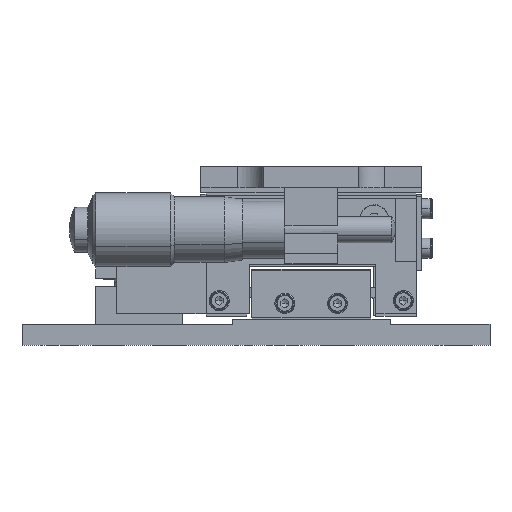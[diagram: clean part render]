
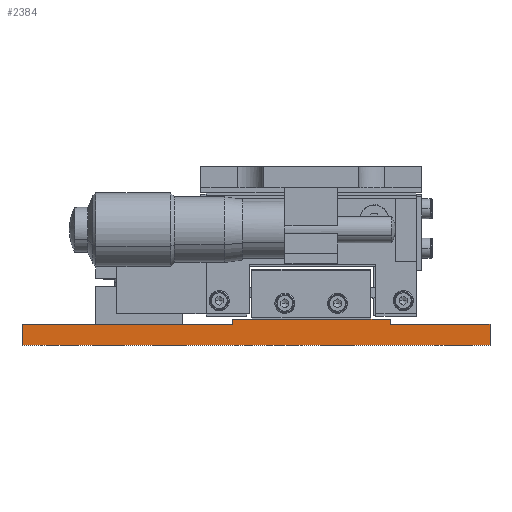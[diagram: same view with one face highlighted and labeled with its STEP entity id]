
A CAD part, left-side view. The second image highlights one B-rep face of the part: STEP entity #2384.
In plain terms, the highlighted free-form (B-spline) face has degree [1, 1] with [2, 2] control points.
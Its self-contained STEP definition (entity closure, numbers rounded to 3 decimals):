
#696=B_SPLINE_SURFACE_WITH_KNOTS('',1,1,((#67004,#67005),(#67006,#67007)),
 .UNSPECIFIED.,.F.,.F.,.F.,(2,2),(2,2),(-53.52,53.52),(-25.32,25.32),
 .UNSPECIFIED.);
#697=B_SPLINE_SURFACE_WITH_KNOTS('',1,1,((#67008,#67009),(#67010,#67011)),
 .UNSPECIFIED.,.F.,.F.,.F.,(2,2),(2,2),(-25.32,25.32),(-28.62,7.62),
 .UNSPECIFIED.);
#698=B_SPLINE_SURFACE_WITH_KNOTS('',1,1,((#67012,#67013),(#67014,#67015)),
 .UNSPECIFIED.,.F.,.F.,.F.,(2,2),(2,2),(-4.52,0.52),(-46.32,4.32),
 .UNSPECIFIED.);
#700=B_SPLINE_SURFACE_WITH_KNOTS('',1,1,((#67020,#67021),(#67022,#67023)),
 .UNSPECIFIED.,.F.,.F.,.F.,(2,2),(2,2),(-25.32,25.32),(-11.52,11.52),
 .UNSPECIFIED.);
#701=B_SPLINE_SURFACE_WITH_KNOTS('',1,1,((#67024,#67025),(#67026,#67027)),
 .UNSPECIFIED.,.F.,.F.,.F.,(2,2),(2,2),(-46.32,4.32),(-1.22,0.22),
 .UNSPECIFIED.);
#702=B_SPLINE_SURFACE_WITH_KNOTS('',1,1,((#67028,#67029),(#67030,#67031)),
 .UNSPECIFIED.,.F.,.F.,.F.,(2,2),(2,2),(-0.52,4.52),(-4.32,46.32),
 .UNSPECIFIED.);
#703=B_SPLINE_SURFACE_WITH_KNOTS('',1,1,((#67032,#67033),(#67034,#67035)),
 .UNSPECIFIED.,.F.,.F.,.F.,(2,2),(2,2),(-0.62,5.62),(-9.02,98.02),
 .UNSPECIFIED.);
#704=B_SPLINE_SURFACE_WITH_KNOTS('',1,1,((#67036,#67037),(#67038,#67039)),
 .UNSPECIFIED.,.F.,.F.,.F.,(2,2),(2,2),(-25.32,25.32),(-24.12,24.12),
 .UNSPECIFIED.);
#705=B_SPLINE_SURFACE_WITH_KNOTS('',1,1,((#67040,#67041),(#67042,#67043)),
 .UNSPECIFIED.,.F.,.F.,.F.,(2,2),(2,2),(-4.32,46.32),(-0.22,1.22),
 .UNSPECIFIED.);
#2384=ADVANCED_FACE('',(#3576),#703,.T.);
#3576=FACE_OUTER_BOUND('',#4909,.T.);
#4909=EDGE_LOOP('',(#10042,#10043,#10044,#10045,#10046,#10047,#10048,#10049));
#10042=ORIENTED_EDGE('',*,*,#36738,.T.);
#10043=ORIENTED_EDGE('',*,*,#36739,.T.);
#10044=ORIENTED_EDGE('',*,*,#36737,.F.);
#10045=ORIENTED_EDGE('',*,*,#36688,.F.);
#10046=ORIENTED_EDGE('',*,*,#36722,.F.);
#10047=ORIENTED_EDGE('',*,*,#36730,.F.);
#10048=ORIENTED_EDGE('',*,*,#36735,.F.);
#10049=ORIENTED_EDGE('',*,*,#36714,.F.);
#16185=PCURVE('',#696,#22389);
#16211=PCURVE('',#697,#22415);
#16219=PCURVE('',#698,#22423);
#16232=PCURVE('',#700,#22436);
#16240=PCURVE('',#701,#22444);
#16245=PCURVE('',#702,#22449);
#16246=PCURVE('',#703,#22450);
#16247=PCURVE('',#703,#22451);
#16248=PCURVE('',#703,#22452);
#16249=PCURVE('',#703,#22453);
#16250=PCURVE('',#703,#22454);
#16251=PCURVE('',#703,#22455);
#16252=PCURVE('',#703,#22456);
#16253=PCURVE('',#703,#22457);
#16254=PCURVE('',#704,#22458);
#16266=PCURVE('',#705,#22470);
#22389=DEFINITIONAL_REPRESENTATION('',(#29171),#88818);
#22415=DEFINITIONAL_REPRESENTATION('',(#29191),#88818);
#22423=DEFINITIONAL_REPRESENTATION('',(#29207),#88818);
#22436=DEFINITIONAL_REPRESENTATION('',(#29228),#88818);
#22444=DEFINITIONAL_REPRESENTATION('',(#29237),#88818);
#22449=DEFINITIONAL_REPRESENTATION('',(#29244),#88818);
#22450=DEFINITIONAL_REPRESENTATION('',(#29246),#88818);
#22451=DEFINITIONAL_REPRESENTATION('',(#29248),#88818);
#22452=DEFINITIONAL_REPRESENTATION('',(#29249),#88818);
#22453=DEFINITIONAL_REPRESENTATION('',(#29250),#88818);
#22454=DEFINITIONAL_REPRESENTATION('',(#29251),#88818);
#22455=DEFINITIONAL_REPRESENTATION('',(#29252),#88818);
#22456=DEFINITIONAL_REPRESENTATION('',(#29253),#88818);
#22457=DEFINITIONAL_REPRESENTATION('',(#29254),#88818);
#22458=DEFINITIONAL_REPRESENTATION('',(#29255),#88818);
#22470=DEFINITIONAL_REPRESENTATION('',(#29268),#88818);
#29170=B_SPLINE_CURVE_WITH_KNOTS('',1,(#83499,#83500),.UNSPECIFIED.,.F.,
 .F.,(2,2),(0.,89.),.UNSPECIFIED.);
#29171=B_SPLINE_CURVE_WITH_KNOTS('',1,(#83501,#83502),.UNSPECIFIED.,.F.,
 .F.,(2,2),(0.,89.),.UNSPECIFIED.);
#29190=B_SPLINE_CURVE_WITH_KNOTS('',1,(#83699,#83700),.UNSPECIFIED.,.F.,
 .F.,(2,2),(-30.,0.),.UNSPECIFIED.);
#29191=B_SPLINE_CURVE_WITH_KNOTS('',1,(#83701,#83702),.UNSPECIFIED.,.F.,
 .F.,(2,2),(-30.,0.),.UNSPECIFIED.);
#29206=B_SPLINE_CURVE_WITH_KNOTS('',1,(#83731,#83732),.UNSPECIFIED.,.F.,
 .F.,(2,2),(-4.,0.),.UNSPECIFIED.);
#29207=B_SPLINE_CURVE_WITH_KNOTS('',1,(#83733,#83734),.UNSPECIFIED.,.F.,
 .F.,(2,2),(-4.,0.),.UNSPECIFIED.);
#29227=B_SPLINE_CURVE_WITH_KNOTS('',1,(#83773,#83774),.UNSPECIFIED.,.F.,
 .F.,(2,2),(-19.,0.),.UNSPECIFIED.);
#29228=B_SPLINE_CURVE_WITH_KNOTS('',1,(#83775,#83776),.UNSPECIFIED.,.F.,
 .F.,(2,2),(-19.,0.),.UNSPECIFIED.);
#29236=B_SPLINE_CURVE_WITH_KNOTS('',1,(#83811,#83812),.UNSPECIFIED.,.F.,
 .F.,(2,2),(-1.,0.),.UNSPECIFIED.);
#29237=B_SPLINE_CURVE_WITH_KNOTS('',1,(#83813,#83814),.UNSPECIFIED.,.F.,
 .F.,(2,2),(-1.,0.),.UNSPECIFIED.);
#29243=B_SPLINE_CURVE_WITH_KNOTS('',1,(#83825,#83826),.UNSPECIFIED.,.F.,
 .F.,(2,2),(0.,4.),.UNSPECIFIED.);
#29244=B_SPLINE_CURVE_WITH_KNOTS('',1,(#83827,#83828),.UNSPECIFIED.,.F.,
 .F.,(2,2),(0.,4.),.UNSPECIFIED.);
#29245=B_SPLINE_CURVE_WITH_KNOTS('',1,(#83829,#83830),.UNSPECIFIED.,.F.,
 .F.,(2,2),(0.,1.),.UNSPECIFIED.);
#29246=B_SPLINE_CURVE_WITH_KNOTS('',1,(#83831,#83832),.UNSPECIFIED.,.F.,
 .F.,(2,2),(0.,1.),.UNSPECIFIED.);
#29247=B_SPLINE_CURVE_WITH_KNOTS('',1,(#83833,#83834),.UNSPECIFIED.,.F.,
 .F.,(2,2),(0.,40.),.UNSPECIFIED.);
#29248=B_SPLINE_CURVE_WITH_KNOTS('',1,(#83835,#83836),.UNSPECIFIED.,.F.,
 .F.,(2,2),(0.,40.),.UNSPECIFIED.);
#29249=B_SPLINE_CURVE_WITH_KNOTS('',1,(#83837,#83838),.UNSPECIFIED.,.F.,
 .F.,(2,2),(0.,4.),.UNSPECIFIED.);
#29250=B_SPLINE_CURVE_WITH_KNOTS('',1,(#83839,#83840),.UNSPECIFIED.,.F.,
 .F.,(2,2),(0.,89.),.UNSPECIFIED.);
#29251=B_SPLINE_CURVE_WITH_KNOTS('',1,(#83841,#83842),.UNSPECIFIED.,.F.,
 .F.,(2,2),(-4.,0.),.UNSPECIFIED.);
#29252=B_SPLINE_CURVE_WITH_KNOTS('',1,(#83843,#83844),.UNSPECIFIED.,.F.,
 .F.,(2,2),(-19.,0.),.UNSPECIFIED.);
#29253=B_SPLINE_CURVE_WITH_KNOTS('',1,(#83845,#83846),.UNSPECIFIED.,.F.,
 .F.,(2,2),(-1.,0.),.UNSPECIFIED.);
#29254=B_SPLINE_CURVE_WITH_KNOTS('',1,(#83847,#83848),.UNSPECIFIED.,.F.,
 .F.,(2,2),(-30.,0.),.UNSPECIFIED.);
#29255=B_SPLINE_CURVE_WITH_KNOTS('',1,(#83849,#83850),.UNSPECIFIED.,.F.,
 .F.,(2,2),(0.,40.),.UNSPECIFIED.);
#29268=B_SPLINE_CURVE_WITH_KNOTS('',1,(#83895,#83896),.UNSPECIFIED.,.F.,
 .F.,(2,2),(0.,1.),.UNSPECIFIED.);
#33459=SURFACE_CURVE('',#29170,(#16185,#16249),.PCURVE_S1.);
#33485=SURFACE_CURVE('',#29190,(#16211,#16253),.PCURVE_S1.);
#33493=SURFACE_CURVE('',#29206,(#16219,#16250),.PCURVE_S1.);
#33501=SURFACE_CURVE('',#29227,(#16232,#16251),.PCURVE_S1.);
#33506=SURFACE_CURVE('',#29236,(#16240,#16252),.PCURVE_S1.);
#33508=SURFACE_CURVE('',#29243,(#16245,#16248),.PCURVE_S1.);
#33509=SURFACE_CURVE('',#29245,(#16246,#16266),.PCURVE_S1.);
#33510=SURFACE_CURVE('',#29247,(#16247,#16254),.PCURVE_S1.);
#36688=EDGE_CURVE('',#41463,#41462,#33459,.T.);
#36714=EDGE_CURVE('',#41491,#41492,#33485,.T.);
#36722=EDGE_CURVE('',#41499,#41463,#33493,.T.);
#36730=EDGE_CURVE('',#41503,#41499,#33501,.T.);
#36735=EDGE_CURVE('',#41492,#41503,#33506,.T.);
#36737=EDGE_CURVE('',#41462,#41508,#33508,.T.);
#36738=EDGE_CURVE('',#41491,#41509,#33509,.T.);
#36739=EDGE_CURVE('',#41509,#41508,#33510,.T.);
#41462=VERTEX_POINT('',#70858);
#41463=VERTEX_POINT('',#70859);
#41491=VERTEX_POINT('',#70887);
#41492=VERTEX_POINT('',#70888);
#41499=VERTEX_POINT('',#70895);
#41503=VERTEX_POINT('',#70899);
#41508=VERTEX_POINT('',#70904);
#41509=VERTEX_POINT('',#70905);
#67004=CARTESIAN_POINT('',(-4.32,-9.02,0.));
#67005=CARTESIAN_POINT('',(46.32,-9.02,0.));
#67006=CARTESIAN_POINT('',(-4.32,98.02,0.));
#67007=CARTESIAN_POINT('',(46.32,98.02,0.));
#67008=CARTESIAN_POINT('',(-4.32,15.88,5.));
#67009=CARTESIAN_POINT('',(-4.32,52.12,5.));
#67010=CARTESIAN_POINT('',(46.32,15.88,5.));
#67011=CARTESIAN_POINT('',(46.32,52.12,5.));
#67012=CARTESIAN_POINT('',(-4.32,0.,4.52));
#67013=CARTESIAN_POINT('',(46.32,0.,4.52));
#67014=CARTESIAN_POINT('',(-4.32,0.,-0.52));
#67015=CARTESIAN_POINT('',(46.32,0.,-0.52));
#67020=CARTESIAN_POINT('',(-4.32,-2.02,4.));
#67021=CARTESIAN_POINT('',(-4.32,21.02,4.));
#67022=CARTESIAN_POINT('',(46.32,-2.02,4.));
#67023=CARTESIAN_POINT('',(46.32,21.02,4.));
#67024=CARTESIAN_POINT('',(-4.32,19.,3.78));
#67025=CARTESIAN_POINT('',(-4.32,19.,5.22));
#67026=CARTESIAN_POINT('',(46.32,19.,3.78));
#67027=CARTESIAN_POINT('',(46.32,19.,5.22));
#67028=CARTESIAN_POINT('',(-4.32,89.,-0.52));
#67029=CARTESIAN_POINT('',(46.32,89.,-0.52));
#67030=CARTESIAN_POINT('',(-4.32,89.,4.52));
#67031=CARTESIAN_POINT('',(46.32,89.,4.52));
#67032=CARTESIAN_POINT('',(0.,-9.02,-0.62));
#67033=CARTESIAN_POINT('',(0.,98.02,-0.62));
#67034=CARTESIAN_POINT('',(0.,-9.02,5.62));
#67035=CARTESIAN_POINT('',(0.,98.02,5.62));
#67036=CARTESIAN_POINT('',(-4.32,44.88,4.));
#67037=CARTESIAN_POINT('',(-4.32,93.12,4.));
#67038=CARTESIAN_POINT('',(46.32,44.88,4.));
#67039=CARTESIAN_POINT('',(46.32,93.12,4.));
#67040=CARTESIAN_POINT('',(-4.32,49.,5.22));
#67041=CARTESIAN_POINT('',(-4.32,49.,3.78));
#67042=CARTESIAN_POINT('',(46.32,49.,5.22));
#67043=CARTESIAN_POINT('',(46.32,49.,3.78));
#70858=CARTESIAN_POINT('',(0.,89.,0.));
#70859=CARTESIAN_POINT('',(0.,0.,0.));
#70887=CARTESIAN_POINT('',(0.,49.,5.));
#70888=CARTESIAN_POINT('',(0.,19.,5.));
#70895=CARTESIAN_POINT('',(0.,0.,4.));
#70899=CARTESIAN_POINT('',(0.,19.,4.));
#70904=CARTESIAN_POINT('',(0.,89.,4.));
#70905=CARTESIAN_POINT('',(0.,49.,4.));
#83499=CARTESIAN_POINT('',(0.,0.,0.));
#83500=CARTESIAN_POINT('',(0.,89.,0.));
#83501=CARTESIAN_POINT('',(-44.5,-21.));
#83502=CARTESIAN_POINT('',(44.5,-21.));
#83699=CARTESIAN_POINT('',(0.,49.,5.));
#83700=CARTESIAN_POINT('',(0.,19.,5.));
#83701=CARTESIAN_POINT('',(-21.,4.5));
#83702=CARTESIAN_POINT('',(-21.,-25.5));
#83731=CARTESIAN_POINT('',(0.,0.,4.));
#83732=CARTESIAN_POINT('',(0.,0.,0.));
#83733=CARTESIAN_POINT('',(-4.,-42.));
#83734=CARTESIAN_POINT('',(0.,-42.));
#83773=CARTESIAN_POINT('',(0.,19.,4.));
#83774=CARTESIAN_POINT('',(0.,0.,4.));
#83775=CARTESIAN_POINT('',(-21.,9.5));
#83776=CARTESIAN_POINT('',(-21.,-9.5));
#83811=CARTESIAN_POINT('',(0.,19.,5.));
#83812=CARTESIAN_POINT('',(0.,19.,4.));
#83813=CARTESIAN_POINT('',(-42.,0.));
#83814=CARTESIAN_POINT('',(-42.,-1.));
#83825=CARTESIAN_POINT('',(0.,89.,0.));
#83826=CARTESIAN_POINT('',(0.,89.,4.));
#83827=CARTESIAN_POINT('',(0.,0.));
#83828=CARTESIAN_POINT('',(4.,0.));
#83829=CARTESIAN_POINT('',(0.,49.,5.));
#83830=CARTESIAN_POINT('',(0.,49.,4.));
#83831=CARTESIAN_POINT('',(5.,49.));
#83832=CARTESIAN_POINT('',(4.,49.));
#83833=CARTESIAN_POINT('',(0.,49.,4.));
#83834=CARTESIAN_POINT('',(0.,89.,4.));
#83835=CARTESIAN_POINT('',(4.,49.));
#83836=CARTESIAN_POINT('',(4.,89.));
#83837=CARTESIAN_POINT('',(0.,89.));
#83838=CARTESIAN_POINT('',(4.,89.));
#83839=CARTESIAN_POINT('',(0.,0.));
#83840=CARTESIAN_POINT('',(0.,89.));
#83841=CARTESIAN_POINT('',(4.,0.));
#83842=CARTESIAN_POINT('',(0.,0.));
#83843=CARTESIAN_POINT('',(4.,19.));
#83844=CARTESIAN_POINT('',(4.,0.));
#83845=CARTESIAN_POINT('',(5.,19.));
#83846=CARTESIAN_POINT('',(4.,19.));
#83847=CARTESIAN_POINT('',(5.,49.));
#83848=CARTESIAN_POINT('',(5.,19.));
#83849=CARTESIAN_POINT('',(-21.,-20.));
#83850=CARTESIAN_POINT('',(-21.,20.));
#83895=CARTESIAN_POINT('',(0.,0.));
#83896=CARTESIAN_POINT('',(0.,1.));
#88818=(
GEOMETRIC_REPRESENTATION_CONTEXT(2)
PARAMETRIC_REPRESENTATION_CONTEXT()
REPRESENTATION_CONTEXT('pspace','')
);
